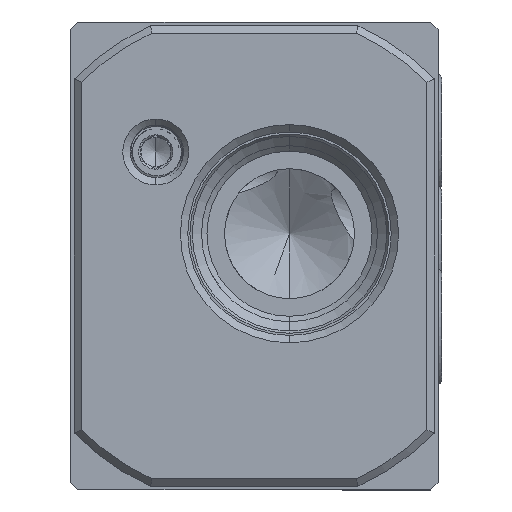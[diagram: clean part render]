
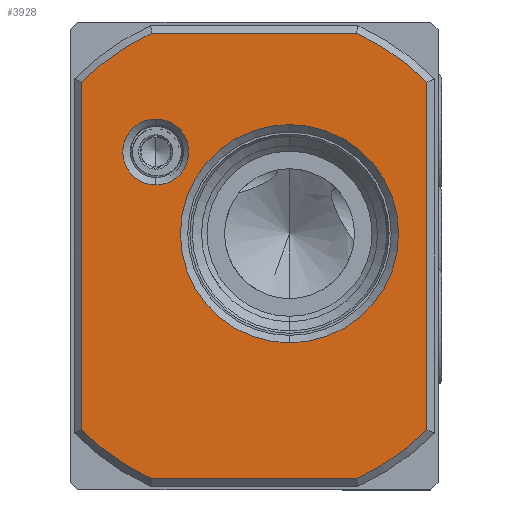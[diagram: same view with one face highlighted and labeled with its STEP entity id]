
A CAD part, left-side view. The second image highlights one B-rep face of the part: STEP entity #3928.
In plain terms, the highlighted planar face has unit normal (-1, 0, 0).
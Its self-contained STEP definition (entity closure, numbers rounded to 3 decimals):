
#156 = DIRECTION ( 'NONE',  ( 1., 0., 0. ) ) ;
#334 = VERTEX_POINT ( 'NONE', #6132 ) ;
#654 = LINE ( 'NONE', #1230, #13408 ) ;
#659 = EDGE_LOOP ( 'NONE', ( #8401, #18032 ) ) ;
#685 = AXIS2_PLACEMENT_3D ( 'NONE', #9108, #16382, #19848 ) ;
#726 = CARTESIAN_POINT ( 'NONE',  ( -70.1, 13.25, 9.558 ) ) ;
#815 = VERTEX_POINT ( 'NONE', #6158 ) ;
#878 = EDGE_CURVE ( 'NONE', #3518, #18416, #17085, .T. ) ;
#1230 = CARTESIAN_POINT ( 'NONE',  ( -70.1, 24.25, 30. ) ) ;
#1417 = LINE ( 'NONE', #1617, #15854 ) ;
#1617 = CARTESIAN_POINT ( 'NONE',  ( -70.1, -23.25, 31. ) ) ;
#1936 = CIRCLE ( 'NONE', #14086, 4.442 ) ;
#2198 = CARTESIAN_POINT ( 'NONE',  ( -70.1, -4.75, 3. ) ) ;
#2271 = ORIENTED_EDGE ( 'NONE', *, *, #18673, .T. ) ;
#2423 = ORIENTED_EDGE ( 'NONE', *, *, #12141, .T. ) ;
#2648 = VERTEX_POINT ( 'NONE', #19356 ) ;
#3102 = CIRCLE ( 'NONE', #8454, 14.69 ) ;
#3365 = CARTESIAN_POINT ( 'NONE',  ( -70.1, 13.25, 18.442 ) ) ;
#3422 = CIRCLE ( 'NONE', #21760, 14.69 ) ;
#3518 = VERTEX_POINT ( 'NONE', #9054 ) ;
#3725 = FACE_OUTER_BOUND ( 'NONE', #9920, .T. ) ;
#3928 = ADVANCED_FACE ( 'NONE', ( #3725, #17869, #4276 ), #16461, .T. ) ;
#3958 = DIRECTION ( 'NONE',  ( -1., 0., 0. ) ) ;
#4132 = ORIENTED_EDGE ( 'NONE', *, *, #23753, .T. ) ;
#4276 = FACE_BOUND ( 'NONE', #22374, .T. ) ;
#4387 = CIRCLE ( 'NONE', #6950, 33. ) ;
#4462 = EDGE_CURVE ( 'NONE', #334, #19785, #3422, .T. ) ;
#4587 = EDGE_CURVE ( 'NONE', #19785, #334, #3102, .T. ) ;
#4645 = DIRECTION ( 'NONE',  ( 0., 0., -1. ) ) ;
#4915 = EDGE_CURVE ( 'NONE', #22284, #19812, #8288, .T. ) ;
#5249 = DIRECTION ( 'NONE',  ( 1., 0., 0. ) ) ;
#5585 = DIRECTION ( 'NONE',  ( 0., 0., 1. ) ) ;
#5869 = CARTESIAN_POINT ( 'NONE',  ( -70.1, 0., 0. ) ) ;
#5919 = CARTESIAN_POINT ( 'NONE',  ( -70.1, -13.748, 30. ) ) ;
#5964 = VERTEX_POINT ( 'NONE', #7717 ) ;
#6025 = DIRECTION ( 'NONE',  ( 0., 0., 1. ) ) ;
#6132 = CARTESIAN_POINT ( 'NONE',  ( -70.1, -4.75, -11.69 ) ) ;
#6158 = CARTESIAN_POINT ( 'NONE',  ( -70.1, -23.25, -23.419 ) ) ;
#6950 = AXIS2_PLACEMENT_3D ( 'NONE', #23474, #17949, #15997 ) ;
#7326 = LINE ( 'NONE', #23426, #18583 ) ;
#7392 = ORIENTED_EDGE ( 'NONE', *, *, #23344, .T. ) ;
#7580 = ORIENTED_EDGE ( 'NONE', *, *, #878, .T. ) ;
#7631 = VERTEX_POINT ( 'NONE', #14853 ) ;
#7717 = CARTESIAN_POINT ( 'NONE',  ( -70.1, -23.25, 23.419 ) ) ;
#7992 = DIRECTION ( 'NONE',  ( 0., 0., 1. ) ) ;
#8196 = CARTESIAN_POINT ( 'NONE',  ( -70.1, 13.25, 14. ) ) ;
#8288 = CIRCLE ( 'NONE', #21299, 4.442 ) ;
#8401 = ORIENTED_EDGE ( 'NONE', *, *, #4587, .T. ) ;
#8454 = AXIS2_PLACEMENT_3D ( 'NONE', #16315, #5249, #10665 ) ;
#8586 = DIRECTION ( 'NONE',  ( 0., 1., 0. ) ) ;
#8800 = DIRECTION ( 'NONE',  ( 0., 0., 1. ) ) ;
#9011 = CARTESIAN_POINT ( 'NONE',  ( -70.1, 23.25, -23.419 ) ) ;
#9054 = CARTESIAN_POINT ( 'NONE',  ( -70.1, 13.748, -30. ) ) ;
#9087 = EDGE_CURVE ( 'NONE', #19812, #22284, #1936, .T. ) ;
#9108 = CARTESIAN_POINT ( 'NONE',  ( -70.1, 24.25, 31. ) ) ;
#9454 = ORIENTED_EDGE ( 'NONE', *, *, #4915, .F. ) ;
#9898 = DIRECTION ( 'NONE',  ( -1., 0., 0. ) ) ;
#9920 = EDGE_LOOP ( 'NONE', ( #2423, #7392, #2271, #4132, #10367, #16473, #7580, #13984 ) ) ;
#10164 = CIRCLE ( 'NONE', #23135, 33. ) ;
#10367 = ORIENTED_EDGE ( 'NONE', *, *, #22768, .T. ) ;
#10665 = DIRECTION ( 'NONE',  ( 0., 0., 1. ) ) ;
#11365 = DIRECTION ( 'NONE',  ( -1., 0., 0. ) ) ;
#11468 = VERTEX_POINT ( 'NONE', #5919 ) ;
#11703 = CIRCLE ( 'NONE', #19946, 33. ) ;
#12141 = EDGE_CURVE ( 'NONE', #815, #5964, #1417, .T. ) ;
#13408 = VECTOR ( 'NONE', #8586, 1000. ) ;
#13604 = DIRECTION ( 'NONE',  ( 0., -1., 0. ) ) ;
#13984 = ORIENTED_EDGE ( 'NONE', *, *, #17914, .T. ) ;
#14008 = AXIS2_PLACEMENT_3D ( 'NONE', #17212, #19070, #7992 ) ;
#14086 = AXIS2_PLACEMENT_3D ( 'NONE', #16337, #14548, #14302 ) ;
#14302 = DIRECTION ( 'NONE',  ( 0., 0., 1. ) ) ;
#14332 = CARTESIAN_POINT ( 'NONE',  ( -70.1, -4.75, 17.69 ) ) ;
#14548 = DIRECTION ( 'NONE',  ( -1., 0., 0. ) ) ;
#14853 = CARTESIAN_POINT ( 'NONE',  ( -70.1, 13.748, 30. ) ) ;
#15434 = EDGE_CURVE ( 'NONE', #22864, #3518, #23289, .T. ) ;
#15458 = CARTESIAN_POINT ( 'NONE',  ( -70.1, 24.25, -30. ) ) ;
#15713 = DIRECTION ( 'NONE',  ( 0., 0., 1. ) ) ;
#15854 = VECTOR ( 'NONE', #8800, 1000. ) ;
#15997 = DIRECTION ( 'NONE',  ( 0., 0., 1. ) ) ;
#16315 = CARTESIAN_POINT ( 'NONE',  ( -70.1, -4.75, 3. ) ) ;
#16337 = CARTESIAN_POINT ( 'NONE',  ( -70.1, 13.25, 14. ) ) ;
#16382 = DIRECTION ( 'NONE',  ( -1., 0., 0. ) ) ;
#16461 = PLANE ( 'NONE',  #685 ) ;
#16473 = ORIENTED_EDGE ( 'NONE', *, *, #15434, .T. ) ;
#17085 = LINE ( 'NONE', #15458, #21102 ) ;
#17212 = CARTESIAN_POINT ( 'NONE',  ( -70.1, 0., 0. ) ) ;
#17869 = FACE_BOUND ( 'NONE', #659, .T. ) ;
#17914 = EDGE_CURVE ( 'NONE', #18416, #815, #11703, .T. ) ;
#17949 = DIRECTION ( 'NONE',  ( -1., 0., 0. ) ) ;
#18032 = ORIENTED_EDGE ( 'NONE', *, *, #4462, .T. ) ;
#18416 = VERTEX_POINT ( 'NONE', #18548 ) ;
#18548 = CARTESIAN_POINT ( 'NONE',  ( -70.1, -13.748, -30. ) ) ;
#18583 = VECTOR ( 'NONE', #4645, 1000. ) ;
#18673 = EDGE_CURVE ( 'NONE', #11468, #7631, #654, .T. ) ;
#18793 = DIRECTION ( 'NONE',  ( 0., 0., 1. ) ) ;
#19027 = ORIENTED_EDGE ( 'NONE', *, *, #9087, .F. ) ;
#19070 = DIRECTION ( 'NONE',  ( -1., 0., 0. ) ) ;
#19356 = CARTESIAN_POINT ( 'NONE',  ( -70.1, 23.25, 23.419 ) ) ;
#19785 = VERTEX_POINT ( 'NONE', #14332 ) ;
#19812 = VERTEX_POINT ( 'NONE', #3365 ) ;
#19848 = DIRECTION ( 'NONE',  ( 0., 0., -1. ) ) ;
#19946 = AXIS2_PLACEMENT_3D ( 'NONE', #5869, #3958, #6025 ) ;
#20567 = CARTESIAN_POINT ( 'NONE',  ( -70.1, 0., 0. ) ) ;
#21102 = VECTOR ( 'NONE', #13604, 1000. ) ;
#21299 = AXIS2_PLACEMENT_3D ( 'NONE', #8196, #9898, #15713 ) ;
#21760 = AXIS2_PLACEMENT_3D ( 'NONE', #2198, #156, #5585 ) ;
#22284 = VERTEX_POINT ( 'NONE', #726 ) ;
#22374 = EDGE_LOOP ( 'NONE', ( #19027, #9454 ) ) ;
#22768 = EDGE_CURVE ( 'NONE', #2648, #22864, #7326, .T. ) ;
#22864 = VERTEX_POINT ( 'NONE', #9011 ) ;
#23135 = AXIS2_PLACEMENT_3D ( 'NONE', #20567, #11365, #18793 ) ;
#23289 = CIRCLE ( 'NONE', #14008, 33. ) ;
#23344 = EDGE_CURVE ( 'NONE', #5964, #11468, #4387, .T. ) ;
#23426 = CARTESIAN_POINT ( 'NONE',  ( -70.1, 23.25, 31. ) ) ;
#23474 = CARTESIAN_POINT ( 'NONE',  ( -70.1, 0., 0. ) ) ;
#23753 = EDGE_CURVE ( 'NONE', #7631, #2648, #10164, .T. ) ;
